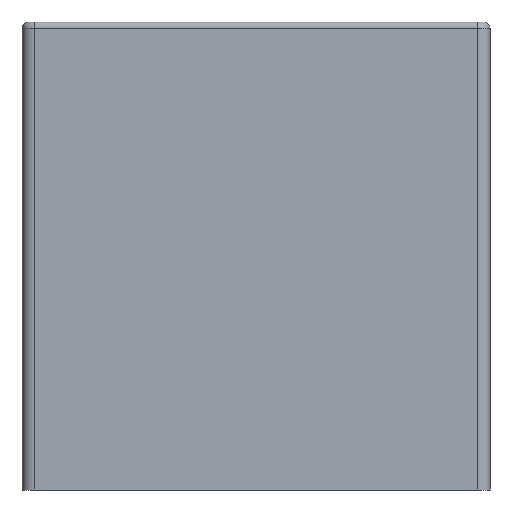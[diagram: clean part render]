
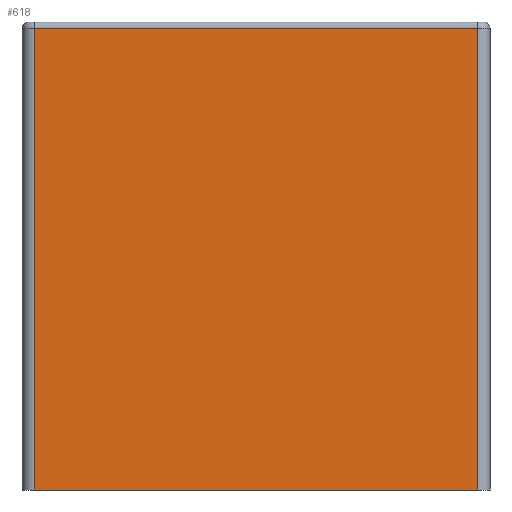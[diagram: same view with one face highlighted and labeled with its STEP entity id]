
A CAD part, front view. The second image highlights one B-rep face of the part: STEP entity #618.
In plain terms, the highlighted planar face has unit normal (0, -1, 0).
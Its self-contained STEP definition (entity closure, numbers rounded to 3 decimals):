
#24=PLANE('',#687);
#39=LINE('',#1036,#83);
#43=LINE('',#1057,#87);
#44=LINE('',#1059,#88);
#45=LINE('',#1060,#89);
#83=VECTOR('',#792,10.);
#87=VECTOR('',#806,10.);
#88=VECTOR('',#807,10.);
#89=VECTOR('',#808,10.);
#151=FACE_OUTER_BOUND('',#194,.T.);
#194=EDGE_LOOP('',(#454,#455,#456,#457));
#289=VERTEX_POINT('',#1028);
#291=VERTEX_POINT('',#1034);
#294=VERTEX_POINT('',#1056);
#295=VERTEX_POINT('',#1058);
#347=EDGE_CURVE('',#291,#289,#39,.T.);
#354=EDGE_CURVE('',#294,#291,#43,.T.);
#355=EDGE_CURVE('',#294,#295,#44,.T.);
#356=EDGE_CURVE('',#289,#295,#45,.T.);
#454=ORIENTED_EDGE('',*,*,#347,.F.);
#455=ORIENTED_EDGE('',*,*,#354,.F.);
#456=ORIENTED_EDGE('',*,*,#355,.T.);
#457=ORIENTED_EDGE('',*,*,#356,.F.);
#618=ADVANCED_FACE('',(#151),#24,.T.);
#687=AXIS2_PLACEMENT_3D('',#1055,#804,#805);
#792=DIRECTION('',(1.,0.,0.));
#804=DIRECTION('center_axis',(0.,-1.,0.));
#805=DIRECTION('ref_axis',(1.,0.,0.));
#806=DIRECTION('',(0.,0.,1.));
#807=DIRECTION('',(1.,0.,0.));
#808=DIRECTION('',(0.,0.,-1.));
#1028=CARTESIAN_POINT('',(71.,-75.,148.));
#1034=CARTESIAN_POINT('',(-71.,-75.,148.));
#1036=CARTESIAN_POINT('',(-37.5,-75.,148.));
#1055=CARTESIAN_POINT('Origin',(-75.,-75.,0.));
#1056=CARTESIAN_POINT('',(-71.,-75.,0.));
#1057=CARTESIAN_POINT('',(-71.,-75.,0.));
#1058=CARTESIAN_POINT('',(71.,-75.,0.));
#1059=CARTESIAN_POINT('',(-75.,-75.,0.));
#1060=CARTESIAN_POINT('',(71.,-75.,0.));
